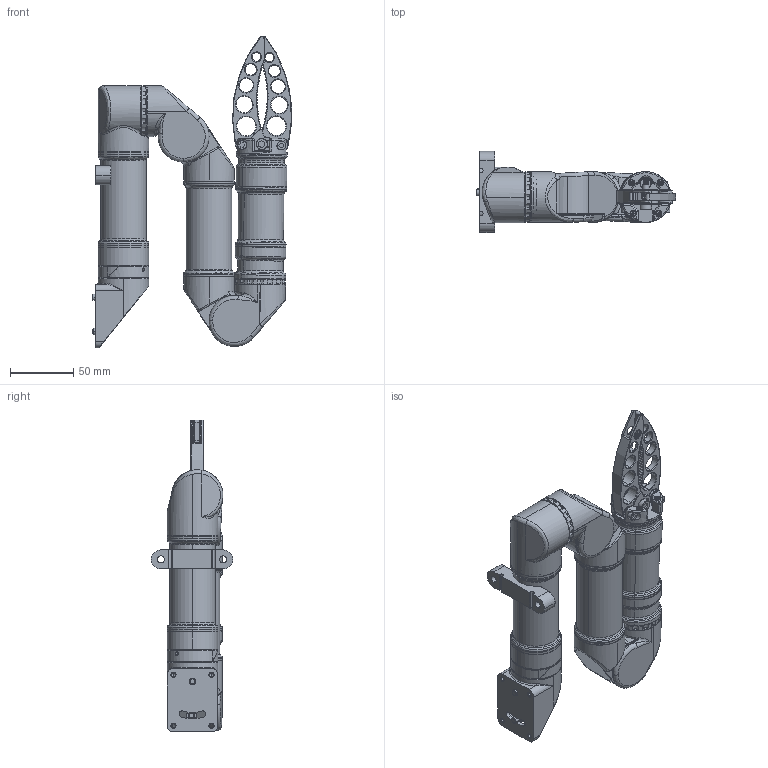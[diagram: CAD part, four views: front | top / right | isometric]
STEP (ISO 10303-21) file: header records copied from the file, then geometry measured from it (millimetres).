
FILE_DESCRIPTION (( 'STEP AP214' ), '1' );
FILE_NAME ('R5M-Defeatured.STEP', '2018-10-03T00:23:44', ( 'Michael Bailey' ), ( '' ), 'SwSTEP 2.0', 'SolidWorks 2016', '' );
FILE_SCHEMA (( 'AUTOMOTIVE_DESIGN' ));
Length unit declared in the file: millimetre
Products named in the file (23): BOLT-SS-M3LXX_BOLT-SS-M3L16; XFM_0405_04_1; RS1-130; RS1-139; RS1-124; M2; IE55-1200-BCR; M2-1; RS1-1010; BOLT-SH-M5LX_BOLT-SH-M5L5; PIN-M-DXLX_PIN-M-D2P5L6; RS1-182; BOLT-CS-M3LX_BOLT-CS-M3L6; RS1-181; RS1-180; R5M-M3-INLINE-Defeatured; R5M-M1-Defeatured; RS1-183; M1; RS1-1014; BOLT-SH-M2P5LX_BOLT-SH-M2P5L12; R5M-Defeatured; BOLT-SS-M4LXX_BOLT-SS-M4L16
Assembly tree (37 placements, depth 3):
  R5M-Defeatured
    R5M-M1-Defeatured
      M1
    RS1-1010
      RS1-180
      RS1-181
      BOLT-CS-M3LX_BOLT-CS-M3L6  x4
      RS1-182
      PIN-M-DXLX_PIN-M-D2P5L6  x4
      BOLT-SH-M5LX_BOLT-SH-M5L5  x2
    M2-1  x2
    IE55-1200-BCR
    M2
    RS1-1014
      RS1-124
      RS1-139
      RS1-130
      XFM_0405_04_1  x4
      BOLT-SS-M3LXX_BOLT-SS-M3L16  x2
      BOLT-SS-M4LXX_BOLT-SS-M4L16
      BOLT-SH-M2P5LX_BOLT-SH-M2P5L12  x4
    RS1-183
    R5M-M3-INLINE-Defeatured
Bounding box: 156.85 x 64 x 245.78 mm (x, y, z)
Volume: 596817.3 mm3; surface area: 128999 mm2
Topology: 36 solids, 38 shells, 2428 faces, 5958 edges, 3633 vertices
Faces by surface type: cylinder 943, plane 685, cone 456, bspline 168, torus 158, sphere 18
Entity records: 85540 total; most frequent: CARTESIAN_POINT 32505, DIRECTION 10377, ORIENTED_EDGE 10146, EDGE_CURVE 5073, AXIS2_PLACEMENT_3D 4120, VERTEX_POINT 3117, EDGE_LOOP 2228, CIRCLE 2172
